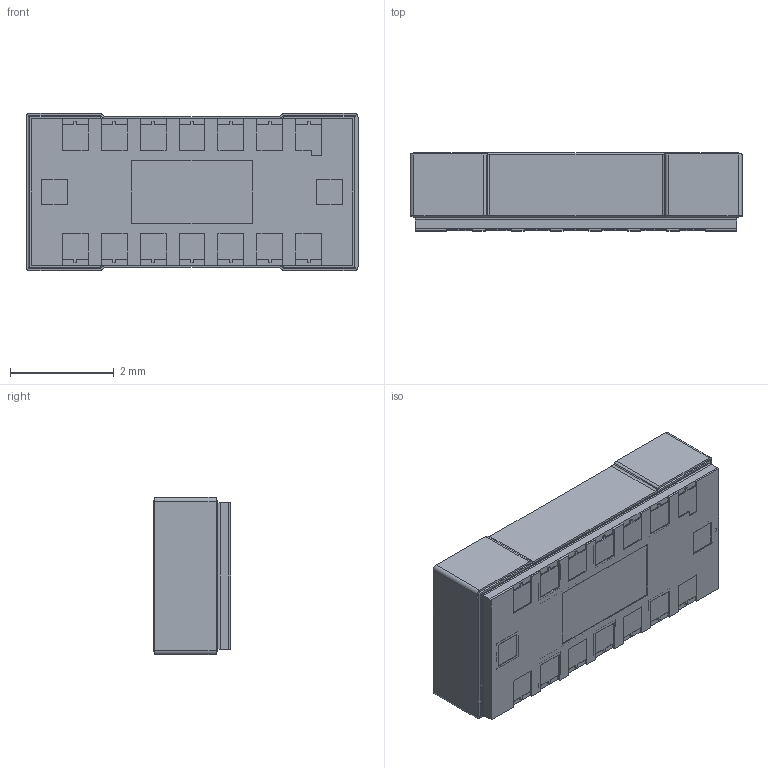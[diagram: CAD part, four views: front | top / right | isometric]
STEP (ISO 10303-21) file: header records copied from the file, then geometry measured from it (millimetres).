
FILE_DESCRIPTION(('FreeCAD Model'),'2;1');
FILE_NAME('Open CASCADE Shape Model','2025-01-23T16:09:35',('Author'),( ''),'Open CASCADE STEP processor 7.8','FreeCAD','Unknown');
FILE_SCHEMA(('AUTOMOTIVE_DESIGN { 1 0 10303 214 1 1 1 1 }'));
Length unit declared in the file: millimetre
Products named in the file (40): DM00558521 Rev 4.0 - VL53L5 Module Outline with Optical Cones; VL53L5 Module038; VL53L5 Module; VL53L5 Module001; VL53L5 Module002; VL53L5 Module003; VL53L5 Module004; VL53L5 Module005; VL53L5 Module006; VL53L5 Module007; VL53L5 Module008; VL53L5 Module009; VL53L5 Module010; VL53L5 Module011; VL53L5 Module012; VL53L5 Module013; VL53L5 Module014; VL53L5 Module015; VL53L5 Module016; VL53L5 Module017; VL53L5 Module018; VL53L5 Module019; VL53L5 Module020; VL53L5 Module021; VL53L5 Module022; VL53L5 Module023; VL53L5 Module024; VL53L5 Module025; VL53L5 Module026; VL53L5 Module027; VL53L5 Module028; VL53L5 Module029; VL53L5 Module030; VL53L5 Module031; VL53L5 Module032; VL53L5 Module033; VL53L5 Module034; VL53L5 Module035; VL53L5 Module036; VL53L5 Module037
Assembly tree (39 placements, depth 3):
  DM00558521 Rev 4.0 - VL53L5 Module Outline with Optical Cones
    VL53L5 Module038
      VL53L5 Module
      VL53L5 Module001
      VL53L5 Module002
      VL53L5 Module003
      VL53L5 Module004
      VL53L5 Module005
      VL53L5 Module006
      VL53L5 Module007
      VL53L5 Module008
      VL53L5 Module009
      VL53L5 Module010
      VL53L5 Module011
      VL53L5 Module012
      VL53L5 Module013
      VL53L5 Module014
      VL53L5 Module015
      VL53L5 Module016
      VL53L5 Module017
      VL53L5 Module018
      VL53L5 Module019
      VL53L5 Module020
      VL53L5 Module021
      VL53L5 Module022
      VL53L5 Module023
      VL53L5 Module024
      VL53L5 Module025
      VL53L5 Module026
      VL53L5 Module027
      VL53L5 Module028
      VL53L5 Module029
      VL53L5 Module030
      VL53L5 Module031
      VL53L5 Module032
      VL53L5 Module033
      VL53L5 Module034
      VL53L5 Module035
      VL53L5 Module036
      VL53L5 Module037
Bounding box: 6.4 x 1.5 x 3.03 mm (x, y, z)
Surface area: 119.3 mm2 (no closed solid volume)
Topology: 0 solids, 38 shells, 393 faces, 1415 edges, 1053 vertices
Faces by surface type: plane 329, cylinder 34, cone 28, bspline 2
Entity records: 16371 total; most frequent: CARTESIAN_POINT 3241, DIRECTION 2374, ORIENTED_EDGE 2207, EDGE_CURVE 1415, LINE 1258, VECTOR 1258, VERTEX_POINT 1053, AXIS2_PLACEMENT_3D 558
